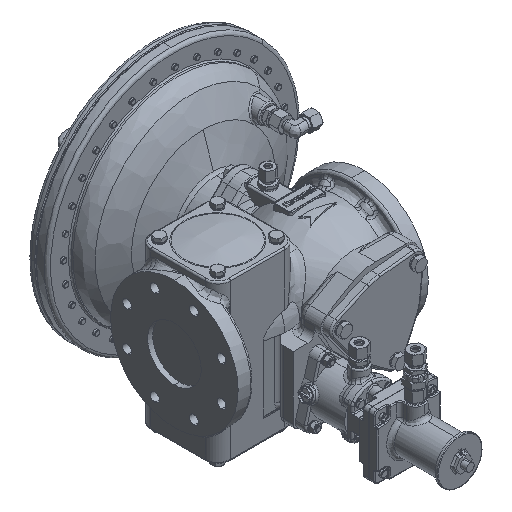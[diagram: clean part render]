
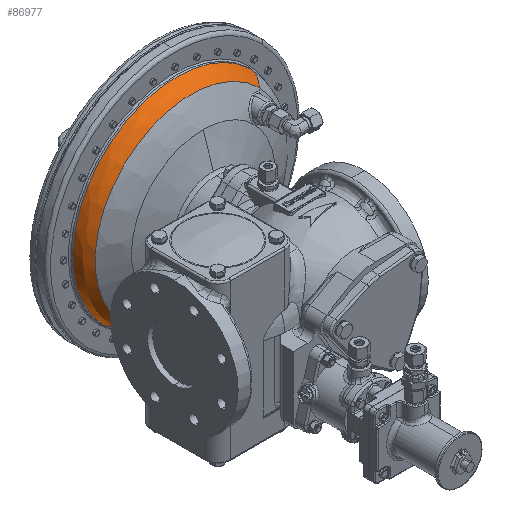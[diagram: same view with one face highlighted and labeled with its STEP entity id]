
A CAD part, isometric view. The second image highlights one B-rep face of the part: STEP entity #86977.
In plain terms, the highlighted free-form (B-spline) face has degree [3, 3] with [4, 4] control points.
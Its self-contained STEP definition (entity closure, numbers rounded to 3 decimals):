
#1506 = CIRCLE ( 'NONE', #5370, 163.605 ) ;
#4196 = EDGE_CURVE ( 'NONE', #22623, #57391, #88741, .T. ) ;
#4675 = CARTESIAN_POINT ( 'NONE',  ( -106.525, 188.616, -106.525 ) ) ;
#5370 = AXIS2_PLACEMENT_3D ( 'NONE', #93603, #18206, #106191 ) ;
#6681 = CARTESIAN_POINT ( 'NONE',  ( 106.525, 188.616, 106.525 ) ) ;
#15444 = CIRCLE ( 'NONE', #33230, 163.605 ) ;
#16725 = CARTESIAN_POINT ( 'NONE',  ( -115.686, 210.768, -115.686 ) ) ;
#17254 = CARTESIAN_POINT ( 'NONE',  ( -106.525, 188.616, 319.575 ) ) ;
#18206 = DIRECTION ( 'NONE',  ( 0., 1., 0. ) ) ;
#22623 = VERTEX_POINT ( 'NONE', #63103 ) ;
#29344 = CARTESIAN_POINT ( 'NONE',  ( 115.686, 210.768, 115.686 ) ) ;
#33230 = AXIS2_PLACEMENT_3D ( 'NONE', #150282, #74970, #162930 ) ;
#33601 = CARTESIAN_POINT ( 'NONE',  ( -106.525, 188.616, -106.525 ) ) ;
#36397 = VERTEX_POINT ( 'NONE', #152138 ) ;
#41223 = EDGE_CURVE ( 'NONE', #120529, #63448, #112147, .T. ) ;
#41419 = CARTESIAN_POINT ( 'NONE',  ( -347.059, 210.768, 115.686 ) ) ;
#41986 = CARTESIAN_POINT ( 'NONE',  ( -345.369, 201.663, 115.123 ) ) ;
#54724 = CARTESIAN_POINT ( 'NONE',  ( 115.123, 201.663, 115.123 ) ) ;
#55450 = DIRECTION ( 'NONE',  ( 0., 1., 0. ) ) ;
#56620 = ORIENTED_EDGE ( 'NONE', *, *, #86597, .T. ) ;
#57391 = VERTEX_POINT ( 'NONE', #6681 ) ;
#62949 = ORIENTED_EDGE ( 'NONE', *, *, #4196, .F. ) ;
#63103 = CARTESIAN_POINT ( 'NONE',  ( 115.686, 210.768, 115.686 ) ) ;
#63448 = VERTEX_POINT ( 'NONE', #33601 ) ;
#64988 = AXIS2_PLACEMENT_3D ( 'NONE', #72866, #160878, #85489 ) ;
#67380 = CARTESIAN_POINT ( 'NONE',  ( -335.581, 193.774, 111.86 ) ) ;
#72866 = CARTESIAN_POINT ( 'NONE',  ( 94.554, 213.383, 94.554 ) ) ;
#73911 = CARTESIAN_POINT ( 'NONE',  ( -94.554, 213.383, -94.554 ) ) ;
#74970 = DIRECTION ( 'NONE',  ( 0., 1., 0. ) ) ;
#79477 = AXIS2_PLACEMENT_3D ( 'NONE', #73911, #161887, #86496 ) ;
#80022 = CARTESIAN_POINT ( 'NONE',  ( 111.86, 193.774, 111.86 ) ) ;
#81185 =( BOUNDED_SURFACE ( )  B_SPLINE_SURFACE ( 3, 3, ( 
 ( #16725, #41419, #104694, #29344 ),
 ( #117339, #41986, #130030, #54724 ),
 ( #142731, #67380, #155356, #80022 ),
 ( #4675, #92609, #17254, #105233 ) ),
 .UNSPECIFIED., .F., .F., .F. ) 
 B_SPLINE_SURFACE_WITH_KNOTS ( ( 4, 4 ),
 ( 4, 4 ),
 ( 0., 1. ),
 ( 0., 1. ),
 .UNSPECIFIED. ) 
 GEOMETRIC_REPRESENTATION_ITEM ( )  RATIONAL_B_SPLINE_SURFACE ( (
 ( 1., 0.333, 0.333, 1.),
 ( 0.936, 0.312, 0.312, 0.936),
 ( 0.936, 0.312, 0.312, 0.936),
 ( 1., 0.333, 0.333, 1.) ) ) 
 REPRESENTATION_ITEM ( '' )  SURFACE ( )  );
#85489 = DIRECTION ( 'NONE',  ( 0.707, 0., 0.707 ) ) ;
#86496 = DIRECTION ( 'NONE',  ( -0.707, 0., -0.707 ) ) ;
#86597 = EDGE_CURVE ( 'NONE', #63448, #57391, #110462, .T. ) ;
#86977 = ADVANCED_FACE ( 'NONE', ( #120185 ), #81185, .T. ) ;
#88741 = CIRCLE ( 'NONE', #64988, 30. ) ;
#92609 = CARTESIAN_POINT ( 'NONE',  ( -319.575, 188.616, 106.525 ) ) ;
#93603 = CARTESIAN_POINT ( 'NONE',  ( 0., 210.768, 0. ) ) ;
#104694 = CARTESIAN_POINT ( 'NONE',  ( -115.686, 210.768, 347.059 ) ) ;
#105233 = CARTESIAN_POINT ( 'NONE',  ( 106.525, 188.616, 106.525 ) ) ;
#106191 = DIRECTION ( 'NONE',  ( -0.707, 0., -0.707 ) ) ;
#107673 = ORIENTED_EDGE ( 'NONE', *, *, #41223, .T. ) ;
#110462 = CIRCLE ( 'NONE', #148504, 150.649 ) ;
#112147 = CIRCLE ( 'NONE', #79477, 30. ) ;
#117022 = CARTESIAN_POINT ( 'NONE',  ( -115.686, 210.768, -115.686 ) ) ;
#117339 = CARTESIAN_POINT ( 'NONE',  ( -115.123, 201.663, -115.123 ) ) ;
#120185 = FACE_OUTER_BOUND ( 'NONE', #136747, .T. ) ;
#120529 = VERTEX_POINT ( 'NONE', #117022 ) ;
#130030 = CARTESIAN_POINT ( 'NONE',  ( -115.123, 201.663, 345.369 ) ) ;
#130771 = CARTESIAN_POINT ( 'NONE',  ( 0., 188.616, 0. ) ) ;
#136747 = EDGE_LOOP ( 'NONE', ( #62949, #157173, #162100, #107673, #56620 ) ) ;
#142731 = CARTESIAN_POINT ( 'NONE',  ( -111.86, 193.774, -111.86 ) ) ;
#143443 = DIRECTION ( 'NONE',  ( -0.707, 0., -0.707 ) ) ;
#147402 = EDGE_CURVE ( 'NONE', #36397, #22623, #15444, .T. ) ;
#148504 = AXIS2_PLACEMENT_3D ( 'NONE', #130771, #55450, #143443 ) ;
#150282 = CARTESIAN_POINT ( 'NONE',  ( 0., 210.768, 0. ) ) ;
#152138 = CARTESIAN_POINT ( 'NONE',  ( 0., 210.768, 163.605 ) ) ;
#153367 = EDGE_CURVE ( 'NONE', #120529, #36397, #1506, .T. ) ;
#155356 = CARTESIAN_POINT ( 'NONE',  ( -111.86, 193.774, 335.581 ) ) ;
#157173 = ORIENTED_EDGE ( 'NONE', *, *, #147402, .F. ) ;
#160878 = DIRECTION ( 'NONE',  ( 0.707, 0., -0.707 ) ) ;
#161887 = DIRECTION ( 'NONE',  ( -0.707, 0., 0.707 ) ) ;
#162100 = ORIENTED_EDGE ( 'NONE', *, *, #153367, .F. ) ;
#162930 = DIRECTION ( 'NONE',  ( -0.707, 0., -0.707 ) ) ;
